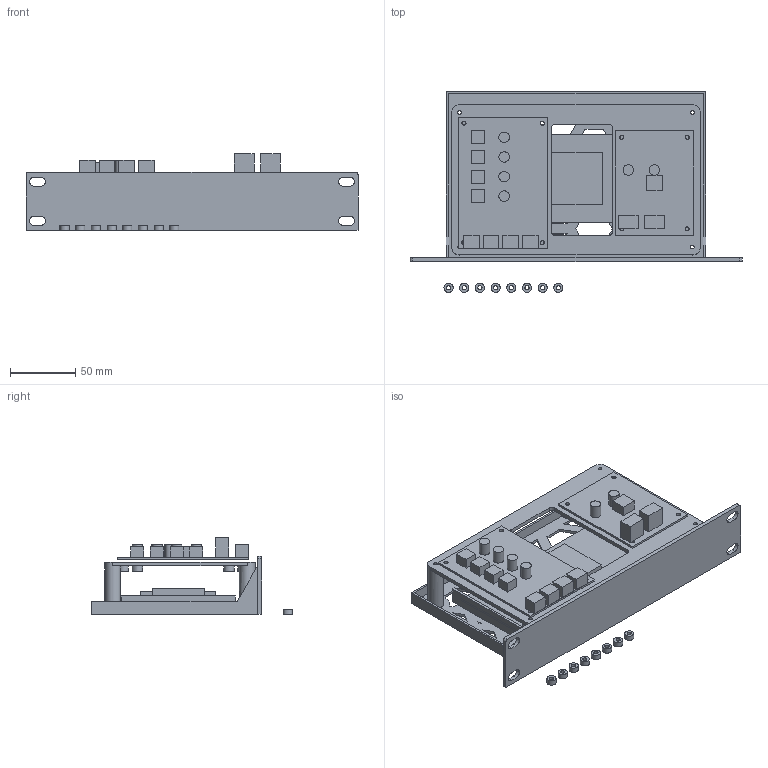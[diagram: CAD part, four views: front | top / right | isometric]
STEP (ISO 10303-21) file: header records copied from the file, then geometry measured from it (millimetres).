
FILE_DESCRIPTION(('Open CASCADE Model'),'2;1');
FILE_NAME('Rack Assembly','2025-11-28T20:47:47',('Author'),( 'Open CASCADE'),'Open CASCADE STEP processor 7.8','build123d', 'Unknown');
FILE_SCHEMA(('AUTOMOTIVE_DESIGN { 1 0 10303 214 1 1 1 1 }'));
Length unit declared in the file: millimetre
Products named in the file (71): Rack Assembly; Tray; ASSEMBLY; SOLID; Shelf; Spacers; DC-DC Board; SATA Board; PCIe Card
Assembly tree (85 placements, depth 5):
  Rack Assembly
    Tray
      ASSEMBLY
        SOLID
    Shelf
      ASSEMBLY
        SOLID
    Spacers
      ASSEMBLY
        SOLID
        SOLID
        SOLID
        SOLID
        SOLID
        SOLID
        SOLID
        SOLID
    DC-DC Board
      ASSEMBLY
        ASSEMBLY
          SOLID
      ASSEMBLY
        ASSEMBLY
          SOLID
      ASSEMBLY
        ASSEMBLY
          SOLID
      ASSEMBLY
        ASSEMBLY
          SOLID
      ASSEMBLY
        ASSEMBLY
          SOLID
      ASSEMBLY
        ASSEMBLY
          SOLID
      ASSEMBLY
        ASSEMBLY
          SOLID
      ASSEMBLY
        ASSEMBLY
          SOLID
      ASSEMBLY
        ASSEMBLY
          SOLID
      ASSEMBLY
        ASSEMBLY
          SOLID
      ASSEMBLY
        ASSEMBLY
          SOLID
      ASSEMBLY
        ASSEMBLY
          SOLID
      ASSEMBLY
        ASSEMBLY
          SOLID
    SATA Board
      ASSEMBLY
        ASSEMBLY
Bounding box: 254 x 153.5 x 58.6 mm (x, y, z)
Volume: 202738.2 mm3; surface area: 172543.4 mm2
Topology: 37 solids, 37 shells, 470 faces, 1174 edges, 782 vertices
Faces by surface type: plane 373, cylinder 97
Full cylindrical faces by diameter (mm): 2.8 x14, 3.2 x20, 7 x8, 8 x14, 12 x3
Entity records: 27242 total; most frequent: CARTESIAN_POINT 4704, DIRECTION 4049, LINE 2550, VECTOR 2550, ORIENTED_EDGE 2060, PCURVE 2060, DEFINITIONAL_REPRESENTATION 2060, EDGE_CURVE 1030
